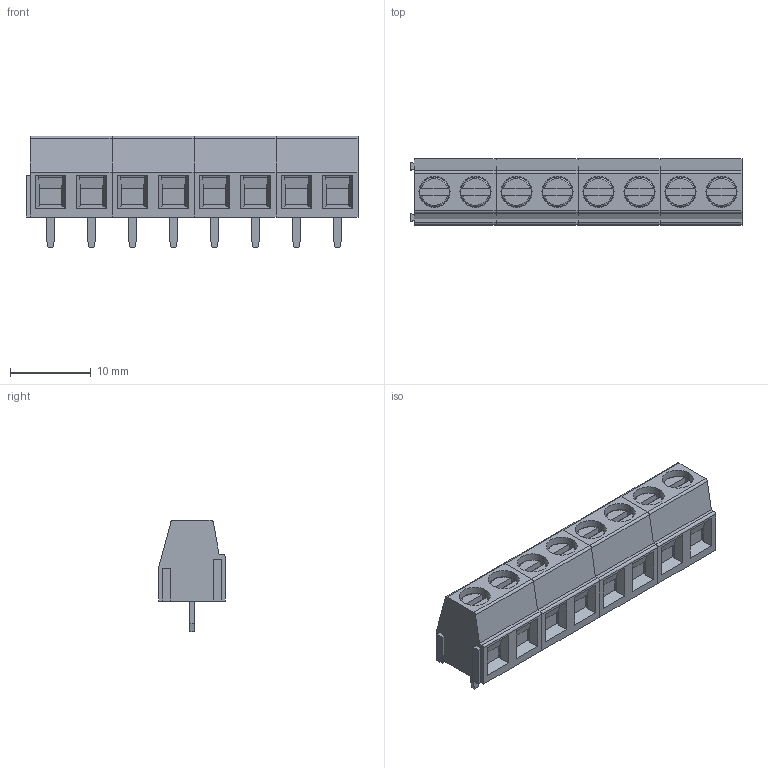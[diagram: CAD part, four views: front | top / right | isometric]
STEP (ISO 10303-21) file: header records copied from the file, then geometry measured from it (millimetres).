
FILE_DESCRIPTION(('FreeCAD Model'),'2;1');
FILE_NAME('Open CASCADE Shape Model','2024-11-08T12:46:34',(''),(''), 'Open CASCADE STEP processor 7.6','FreeCAD','Unknown');
FILE_SCHEMA(('AUTOMOTIVE_DESIGN { 1 0 10303 214 1 1 1 1 }'));
Length unit declared in the file: millimetre
Products named in the file (1): CUI_DEVICES_TB006-508-08BE
Bounding box: 41.14 x 8.2 x 13.8 mm (x, y, z)
Volume: 2758.5 mm3; surface area: 2208.8 mm2
Topology: 1 solids, 9 shells, 476 faces, 1136 edges, 710 vertices
Faces by surface type: plane 328, bspline 64, cylinder 52, cone 32
Entity records: 20476 total; most frequent: CARTESIAN_POINT 6523, ORIENTED_EDGE 2272, DIRECTION 2033, EDGE_CURVE 1136, LINE 793, VECTOR 793, VERTEX_POINT 710, AXIS2_PLACEMENT_3D 620
